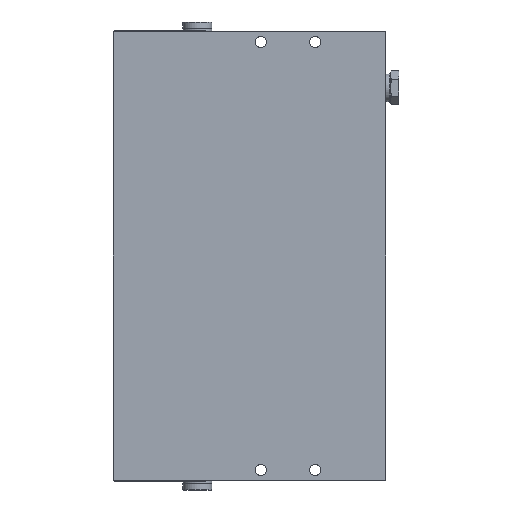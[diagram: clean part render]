
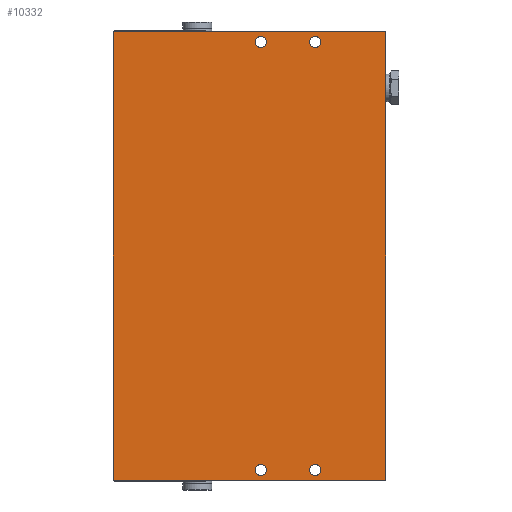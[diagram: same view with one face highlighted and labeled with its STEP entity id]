
A CAD part, front view. The second image highlights one B-rep face of the part: STEP entity #10332.
In plain terms, the highlighted planar face has unit normal (0, -1, 0).
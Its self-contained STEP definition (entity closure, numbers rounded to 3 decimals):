
#697=CIRCLE('',#11325,2.75);
#698=CIRCLE('',#11326,2.75);
#699=CIRCLE('',#11327,2.75);
#700=CIRCLE('',#11328,2.75);
#1490=ORIENTED_EDGE('',*,*,#4139,.T.);
#1491=ORIENTED_EDGE('',*,*,#4140,.T.);
#1492=ORIENTED_EDGE('',*,*,#4141,.T.);
#1493=ORIENTED_EDGE('',*,*,#4142,.T.);
#1494=ORIENTED_EDGE('',*,*,#4143,.T.);
#1495=ORIENTED_EDGE('',*,*,#4144,.F.);
#1496=ORIENTED_EDGE('',*,*,#4048,.F.);
#1497=ORIENTED_EDGE('',*,*,#3713,.T.);
#3713=EDGE_CURVE('',#5040,#5039,#6089,.T.);
#4048=EDGE_CURVE('',#5040,#5373,#6252,.T.);
#4139=EDGE_CURVE('',#5463,#5463,#697,.T.);
#4140=EDGE_CURVE('',#5464,#5464,#698,.T.);
#4141=EDGE_CURVE('',#5465,#5465,#699,.T.);
#4142=EDGE_CURVE('',#5466,#5466,#700,.T.);
#4143=EDGE_CURVE('',#5039,#5467,#6292,.T.);
#4144=EDGE_CURVE('',#5373,#5467,#6293,.T.);
#5039=VERTEX_POINT('',#15755);
#5040=VERTEX_POINT('',#15757);
#5373=VERTEX_POINT('',#16427);
#5463=VERTEX_POINT('',#16612);
#5464=VERTEX_POINT('',#16614);
#5465=VERTEX_POINT('',#16616);
#5466=VERTEX_POINT('',#16618);
#5467=VERTEX_POINT('',#16620);
#6089=LINE('',#15756,#6783);
#6252=LINE('',#16426,#6946);
#6292=LINE('',#16619,#6986);
#6293=LINE('',#16621,#6987);
#6783=VECTOR('',#12420,1000.);
#6946=VECTOR('',#12931,1000.);
#6986=VECTOR('',#13089,1000.);
#6987=VECTOR('',#13090,1000.);
#7665=EDGE_LOOP('',(#1490));
#7666=EDGE_LOOP('',(#1491));
#7667=EDGE_LOOP('',(#1492));
#7668=EDGE_LOOP('',(#1493));
#7669=EDGE_LOOP('',(#1494,#1495,#1496,#1497));
#8897=FACE_BOUND('',#7665,.T.);
#8898=FACE_BOUND('',#7666,.T.);
#8899=FACE_BOUND('',#7667,.T.);
#8900=FACE_BOUND('',#7668,.T.);
#8901=FACE_BOUND('',#7669,.T.);
#9968=PLANE('',#11324);
#10332=ADVANCED_FACE('',(#8897,#8898,#8899,#8900,#8901),#9968,.F.);
#11324=AXIS2_PLACEMENT_3D('',#16610,#13079,#13080);
#11325=AXIS2_PLACEMENT_3D('',#16611,#13081,#13082);
#11326=AXIS2_PLACEMENT_3D('',#16613,#13083,#13084);
#11327=AXIS2_PLACEMENT_3D('',#16615,#13085,#13086);
#11328=AXIS2_PLACEMENT_3D('',#16617,#13087,#13088);
#12420=DIRECTION('',(0.,0.,-1.));
#12931=DIRECTION('',(1.,0.,0.));
#13079=DIRECTION('',(0.,1.,0.));
#13080=DIRECTION('',(0.,0.,1.));
#13081=DIRECTION('',(0.,1.,0.));
#13082=DIRECTION('',(0.,0.,1.));
#13083=DIRECTION('',(0.,1.,0.));
#13084=DIRECTION('',(0.,0.,1.));
#13085=DIRECTION('',(0.,1.,0.));
#13086=DIRECTION('',(0.,0.,1.));
#13087=DIRECTION('',(0.,1.,0.));
#13088=DIRECTION('',(0.,0.,1.));
#13089=DIRECTION('',(1.,0.,0.));
#13090=DIRECTION('',(0.,0.,-1.));
#15755=CARTESIAN_POINT('',(0.,-42.5,0.));
#15756=CARTESIAN_POINT('',(0.,-42.5,215.5));
#15757=CARTESIAN_POINT('',(0.,-42.5,215.5));
#16426=CARTESIAN_POINT('',(0.,-42.5,215.5));
#16427=CARTESIAN_POINT('',(131.,-42.5,215.5));
#16610=CARTESIAN_POINT('',(0.,-42.5,215.5));
#16611=CARTESIAN_POINT('',(60.,-42.5,5.));
#16612=CARTESIAN_POINT('',(60.,-42.5,7.75));
#16613=CARTESIAN_POINT('',(34.,-42.5,210.5));
#16614=CARTESIAN_POINT('',(34.,-42.5,213.25));
#16615=CARTESIAN_POINT('',(60.,-42.5,210.5));
#16616=CARTESIAN_POINT('',(60.,-42.5,213.25));
#16617=CARTESIAN_POINT('',(34.,-42.5,5.));
#16618=CARTESIAN_POINT('',(34.,-42.5,7.75));
#16619=CARTESIAN_POINT('',(0.,-42.5,0.));
#16620=CARTESIAN_POINT('',(131.,-42.5,0.));
#16621=CARTESIAN_POINT('',(131.,-42.5,215.5));
